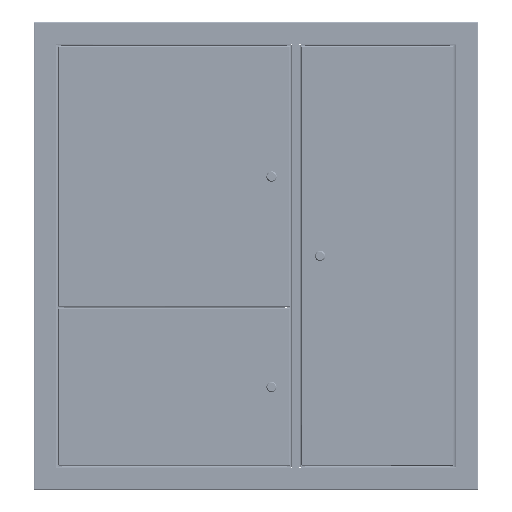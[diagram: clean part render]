
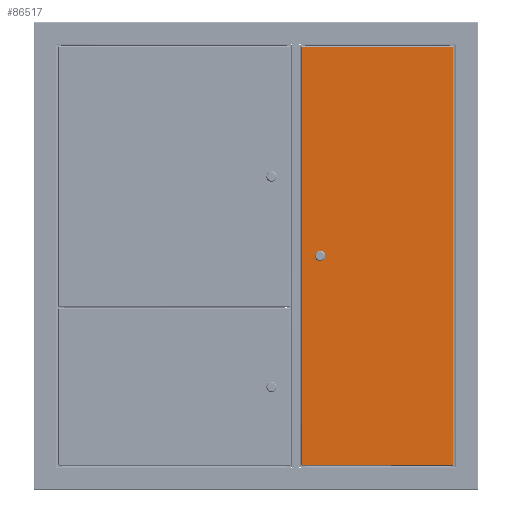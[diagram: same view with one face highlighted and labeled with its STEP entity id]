
A CAD part, top view. The second image highlights one B-rep face of the part: STEP entity #86517.
In plain terms, the highlighted planar face has unit normal (0, 0, 1).
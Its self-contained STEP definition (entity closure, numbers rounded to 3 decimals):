
#400 = VERTEX_POINT ( 'NONE', #58813 ) ;
#943 = DIRECTION ( 'NONE',  ( -1., 0., 0. ) ) ;
#964 = LINE ( 'NONE', #6782, #74854 ) ;
#2195 = LINE ( 'NONE', #7565, #27753 ) ;
#3301 = CARTESIAN_POINT ( 'NONE',  ( 1.7, 324., 0. ) ) ;
#4925 = ORIENTED_EDGE ( 'NONE', *, *, #19669, .F. ) ;
#5114 = ORIENTED_EDGE ( 'NONE', *, *, #5623, .F. ) ;
#5623 = EDGE_CURVE ( 'NONE', #71879, #82918, #2195, .T. ) ;
#6061 = ORIENTED_EDGE ( 'NONE', *, *, #32929, .T. ) ;
#6612 = AXIS2_PLACEMENT_3D ( 'NONE', #39956, #40836, #20744 ) ;
#6782 = CARTESIAN_POINT ( 'NONE',  ( 1.7, 1.7, 0. ) ) ;
#6987 = ORIENTED_EDGE ( 'NONE', *, *, #79583, .F. ) ;
#7152 = EDGE_LOOP ( 'NONE', ( #27317, #33956, #6061, #80865 ) ) ;
#7565 = CARTESIAN_POINT ( 'NONE',  ( 451.849, 31.5, 0. ) ) ;
#9311 = LINE ( 'NONE', #37861, #83555 ) ;
#12446 = CARTESIAN_POINT ( 'NONE',  ( 448.2, 40., 0. ) ) ;
#12710 = FACE_BOUND ( 'NONE', #74485, .T. ) ;
#13156 = PLANE ( 'NONE',  #6612 ) ;
#13407 = VERTEX_POINT ( 'NONE', #20634 ) ;
#14341 = CARTESIAN_POINT ( 'NONE',  ( 448.2, 40., 0. ) ) ;
#14935 = EDGE_CURVE ( 'NONE', #77123, #13407, #67328, .T. ) ;
#16399 = VERTEX_POINT ( 'NONE', #28239 ) ;
#19669 = EDGE_CURVE ( 'NONE', #82918, #77123, #69140, .T. ) ;
#19680 = EDGE_CURVE ( 'NONE', #16399, #400, #964, .T. ) ;
#20302 = CARTESIAN_POINT ( 'NONE',  ( 457.45, 40., 0. ) ) ;
#20634 = CARTESIAN_POINT ( 'NONE',  ( 451.849, 48.5, 0. ) ) ;
#20744 = DIRECTION ( 'NONE',  ( -1., 0., 0. ) ) ;
#24467 = VECTOR ( 'NONE', #67747, 1000. ) ;
#27317 = ORIENTED_EDGE ( 'NONE', *, *, #19680, .T. ) ;
#27753 = VECTOR ( 'NONE', #76760, 1000. ) ;
#28017 = DIRECTION ( 'NONE',  ( -1., 0., 0. ) ) ;
#28185 = CARTESIAN_POINT ( 'NONE',  ( 894.993, 324., 0. ) ) ;
#28197 = DIRECTION ( 'NONE',  ( 1., 0., 0. ) ) ;
#28239 = CARTESIAN_POINT ( 'NONE',  ( 1.7, 1.7, 0. ) ) ;
#29076 = VECTOR ( 'NONE', #943, 1000. ) ;
#29589 = EDGE_CURVE ( 'NONE', #400, #66645, #47188, .T. ) ;
#32929 = EDGE_CURVE ( 'NONE', #66645, #58022, #61678, .T. ) ;
#32987 = DIRECTION ( 'NONE',  ( 0., 0., 1. ) ) ;
#33956 = ORIENTED_EDGE ( 'NONE', *, *, #29589, .T. ) ;
#34207 = CARTESIAN_POINT ( 'NONE',  ( 894.7, 0., 0. ) ) ;
#35408 = CARTESIAN_POINT ( 'NONE',  ( 444.551, 48.5, 0. ) ) ;
#36286 = CARTESIAN_POINT ( 'NONE',  ( 894.7, 324., 0. ) ) ;
#37861 = CARTESIAN_POINT ( 'NONE',  ( 1.7, 324.293, 0. ) ) ;
#39188 = DIRECTION ( 'NONE',  ( 1., 0., 0. ) ) ;
#39956 = CARTESIAN_POINT ( 'NONE',  ( 0., 325.7, 0. ) ) ;
#40836 = DIRECTION ( 'NONE',  ( 0., 0., -1. ) ) ;
#40969 = LINE ( 'NONE', #82049, #84819 ) ;
#45226 = EDGE_CURVE ( 'NONE', #58022, #16399, #9311, .T. ) ;
#45892 = CARTESIAN_POINT ( 'NONE',  ( 448.2, 40., 0. ) ) ;
#47188 = LINE ( 'NONE', #34207, #24467 ) ;
#50434 = CARTESIAN_POINT ( 'NONE',  ( 451.849, 31.5, 0. ) ) ;
#52680 = DIRECTION ( 'NONE',  ( 1., 0., 0. ) ) ;
#53058 = DIRECTION ( 'NONE',  ( 0., 0., 1. ) ) ;
#54513 = AXIS2_PLACEMENT_3D ( 'NONE', #45892, #53058, #39188 ) ;
#54815 = ORIENTED_EDGE ( 'NONE', *, *, #14935, .F. ) ;
#58022 = VERTEX_POINT ( 'NONE', #3301 ) ;
#58813 = CARTESIAN_POINT ( 'NONE',  ( 894.7, 1.7, 0. ) ) ;
#61678 = LINE ( 'NONE', #28185, #29076 ) ;
#63049 = VERTEX_POINT ( 'NONE', #35408 ) ;
#65134 = DIRECTION ( 'NONE',  ( 0., -1., 0. ) ) ;
#66645 = VERTEX_POINT ( 'NONE', #36286 ) ;
#67328 = CIRCLE ( 'NONE', #54513, 9.25 ) ;
#67747 = DIRECTION ( 'NONE',  ( 0., 1., 0. ) ) ;
#67795 = ORIENTED_EDGE ( 'NONE', *, *, #84393, .F. ) ;
#68839 = DIRECTION ( 'NONE',  ( 0., 0., 1. ) ) ;
#69140 = CIRCLE ( 'NONE', #86218, 9.25 ) ;
#69725 = DIRECTION ( 'NONE',  ( 1., 0., 0. ) ) ;
#71879 = VERTEX_POINT ( 'NONE', #73110 ) ;
#73110 = CARTESIAN_POINT ( 'NONE',  ( 444.551, 31.5, 0. ) ) ;
#74485 = EDGE_LOOP ( 'NONE', ( #67795, #54815, #4925, #5114, #6987 ) ) ;
#74854 = VECTOR ( 'NONE', #28197, 1000. ) ;
#76760 = DIRECTION ( 'NONE',  ( 1., 0., 0. ) ) ;
#77123 = VERTEX_POINT ( 'NONE', #20302 ) ;
#79583 = EDGE_CURVE ( 'NONE', #63049, #71879, #87314, .T. ) ;
#80591 = FACE_OUTER_BOUND ( 'NONE', #7152, .T. ) ;
#80865 = ORIENTED_EDGE ( 'NONE', *, *, #45226, .T. ) ;
#81653 = AXIS2_PLACEMENT_3D ( 'NONE', #12446, #32987, #52680 ) ;
#82049 = CARTESIAN_POINT ( 'NONE',  ( 451.849, 48.5, 0. ) ) ;
#82918 = VERTEX_POINT ( 'NONE', #50434 ) ;
#83555 = VECTOR ( 'NONE', #65134, 1000. ) ;
#84393 = EDGE_CURVE ( 'NONE', #13407, #63049, #40969, .T. ) ;
#84819 = VECTOR ( 'NONE', #28017, 1000. ) ;
#86218 = AXIS2_PLACEMENT_3D ( 'NONE', #14341, #68839, #69725 ) ;
#86517 = ADVANCED_FACE ( 'NONE', ( #12710, #80591 ), #13156, .F. ) ;
#87314 = CIRCLE ( 'NONE', #81653, 9.25 ) ;
